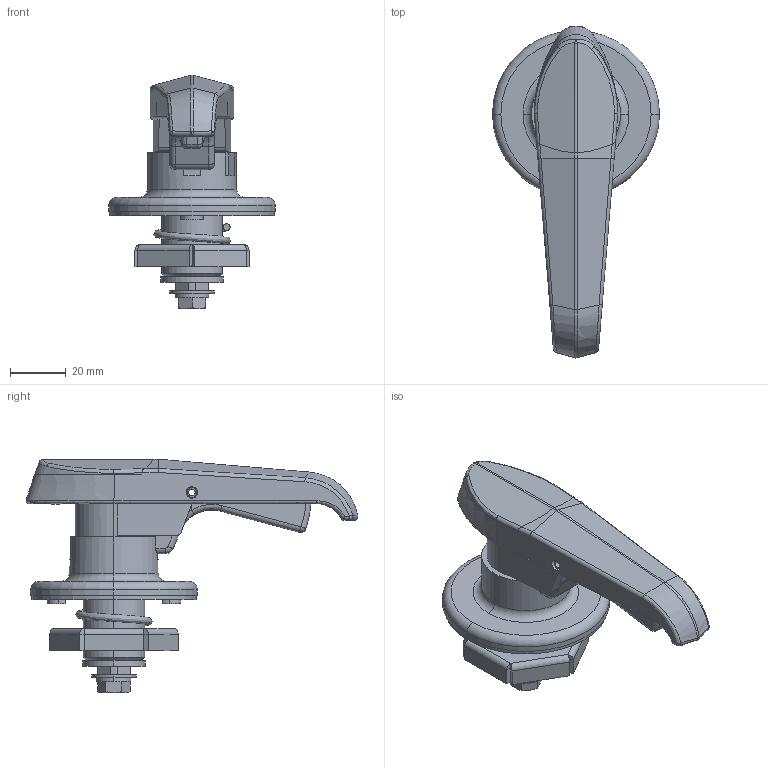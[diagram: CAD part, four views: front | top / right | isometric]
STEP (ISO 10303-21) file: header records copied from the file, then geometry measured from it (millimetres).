
FILE_DESCRIPTION (( 'STEP AP203' ), '1' );
FILE_NAME ('A-1140-W-2-1.STEP', '2021-06-21T01:54:29', ( '' ), ( '' ), 'SwSTEP 2.0', 'SolidWorks 2018', '' );
FILE_SCHEMA (( 'CONFIG_CONTROL_DESIGN' ));
Length unit declared in the file: millimetre
Products named in the file (14): A-1140-W-2-1_hex nut_M22_; A-1140-W-2-1_spring pin_ver1.04__スプリングピン呼び4(SUS)L24; A-1140-W-2-1_body_; A-1140-W-2-1_ring washer_; A-1140-W-2-1_washer_M3.5_; A-1140-W-2-1; A-1140-W-2-1_trigger_; A-1140-W-2-1_spacer_; A-1140-W-2-1_base_; A-1140-W-2-1_hex head bolt_ver1.06__M6x14十字穴付六角ボルト(SUS)ダブルセムス; A-1140-W-2-1_base packing_; A-1140-W-2-1_key cover_; A-1140-W-2-1_cross-recessed head machine screw_ver1.05__M3x5十字穴付なべ小ねじ(SUS); A-1140-W-2-1_0200__0200-4
Assembly tree (13 placements, depth 2):
  A-1140-W-2-1
    A-1140-W-2-1_base_
    A-1140-W-2-1_body_
    A-1140-W-2-1_trigger_
    A-1140-W-2-1_spring pin_ver1.04__スプリングピン呼び4(SUS)L24
    A-1140-W-2-1_0200__0200-4
    A-1140-W-2-1_key cover_
    A-1140-W-2-1_washer_M3.5_
    A-1140-W-2-1_cross-recessed head machine screw_ver1.05__M3x5十字穴付なべ小ねじ(SUS)
    A-1140-W-2-1_base packing_
    A-1140-W-2-1_ring washer_
    A-1140-W-2-1_hex nut_M22_
    A-1140-W-2-1_spacer_
    A-1140-W-2-1_hex head bolt_ver1.06__M6x14十字穴付六角ボルト(SUS)ダブルセムス
Bounding box: 60 x 119.32 x 83.95 mm (x, y, z)
Volume: 82398.3 mm3; surface area: 47302.6 mm2
Topology: 13 solids, 13 shells, 473 faces, 1146 edges, 717 vertices
Faces by surface type: plane 237, cylinder 153, bspline 31, cone 27, torus 15, sphere 10
Entity records: 17917 total; most frequent: CARTESIAN_POINT 5605, ORIENTED_EDGE 2270, DIRECTION 2244, EDGE_CURVE 1135, AXIS2_PLACEMENT_3D 825, VERTEX_POINT 715, LINE 594, VECTOR 594
